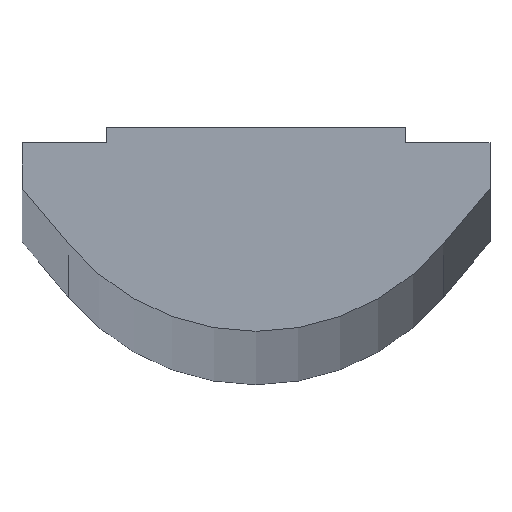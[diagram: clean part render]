
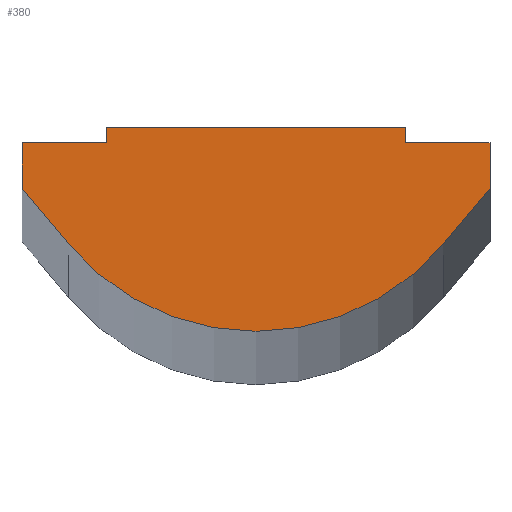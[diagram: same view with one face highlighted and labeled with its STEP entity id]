
A CAD part, top view. The second image highlights one B-rep face of the part: STEP entity #380.
In plain terms, the highlighted face is planar.
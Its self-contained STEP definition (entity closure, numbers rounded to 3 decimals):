
#26=CIRCLE('',#352,8.);
#69=ORIENTED_EDGE('',*,*,#193,.T.);
#70=ORIENTED_EDGE('',*,*,#166,.T.);
#71=ORIENTED_EDGE('',*,*,#170,.T.);
#72=ORIENTED_EDGE('',*,*,#173,.T.);
#73=ORIENTED_EDGE('',*,*,#176,.T.);
#74=ORIENTED_EDGE('',*,*,#179,.T.);
#75=ORIENTED_EDGE('',*,*,#182,.T.);
#76=ORIENTED_EDGE('',*,*,#185,.T.);
#77=ORIENTED_EDGE('',*,*,#188,.T.);
#78=ORIENTED_EDGE('',*,*,#191,.T.);
#90=VECTOR('',#222,1.);
#94=VECTOR('',#228,1.);
#97=VECTOR('',#233,1.);
#100=VECTOR('',#238,1.);
#103=VECTOR('',#243,1.);
#106=VECTOR('',#248,1.);
#109=VECTOR('',#253,1.);
#112=VECTOR('',#258,1.);
#115=VECTOR('',#269,1.);
#118=LINE('',#284,#90);
#122=LINE('',#292,#94);
#125=LINE('',#298,#97);
#128=LINE('',#304,#100);
#131=LINE('',#310,#103);
#134=LINE('',#316,#106);
#137=LINE('',#322,#109);
#140=LINE('',#328,#112);
#143=LINE('',#337,#115);
#146=VERTEX_POINT('',#281);
#147=VERTEX_POINT('',#283);
#150=VERTEX_POINT('',#290);
#152=VERTEX_POINT('',#296);
#154=VERTEX_POINT('',#302);
#156=VERTEX_POINT('',#308);
#158=VERTEX_POINT('',#314);
#160=VERTEX_POINT('',#320);
#162=VERTEX_POINT('',#326);
#164=VERTEX_POINT('',#332);
#166=EDGE_CURVE('',#147,#146,#118,.T.);
#170=EDGE_CURVE('',#146,#150,#122,.T.);
#173=EDGE_CURVE('',#150,#152,#125,.T.);
#176=EDGE_CURVE('',#152,#154,#128,.T.);
#179=EDGE_CURVE('',#154,#156,#131,.T.);
#182=EDGE_CURVE('',#156,#158,#134,.T.);
#185=EDGE_CURVE('',#158,#160,#137,.T.);
#188=EDGE_CURVE('',#160,#162,#140,.T.);
#191=EDGE_CURVE('',#162,#164,#26,.T.);
#193=EDGE_CURVE('',#164,#147,#143,.T.);
#205=EDGE_LOOP('',(#69,#70,#71,#72,#73,#74,#75,#76,#77,#78));
#217=FACE_BOUND('',#205,.T.);
#222=DIRECTION('',(0.,1.5,0.));
#228=DIRECTION('',(0.,0.,-2.75));
#233=DIRECTION('',(0.,0.5,0.));
#238=DIRECTION('',(0.,0.,-9.8));
#243=DIRECTION('',(0.,-0.5,0.));
#248=DIRECTION('',(0.,0.,-2.75));
#253=DIRECTION('',(0.,-1.5,0.));
#258=DIRECTION('',(0.,-1.813,1.522));
#263=DIRECTION('',(-1.,0.,0.));
#264=DIRECTION('',(0.,-5.142,-6.128));
#269=DIRECTION('',(0.,1.813,1.522));
#271=DIRECTION('',(-1.,0.,0.));
#272=DIRECTION('',(0.,1.,0.));
#281=CARTESIAN_POINT('',(0.,-6.,7.65));
#283=CARTESIAN_POINT('',(0.,-7.5,7.65));
#284=CARTESIAN_POINT('',(0.,-7.5,7.65));
#290=CARTESIAN_POINT('',(0.,-6.,4.9));
#292=CARTESIAN_POINT('',(0.,-6.,7.65));
#296=CARTESIAN_POINT('',(0.,-5.5,4.9));
#298=CARTESIAN_POINT('',(0.,-6.,4.9));
#302=CARTESIAN_POINT('',(0.,-5.5,-4.9));
#304=CARTESIAN_POINT('',(0.,-5.5,4.9));
#308=CARTESIAN_POINT('',(0.,-6.,-4.9));
#310=CARTESIAN_POINT('',(0.,-5.5,-4.9));
#314=CARTESIAN_POINT('',(0.,-6.,-7.65));
#316=CARTESIAN_POINT('',(0.,-6.,-4.9));
#320=CARTESIAN_POINT('',(0.,-7.5,-7.65));
#322=CARTESIAN_POINT('',(0.,-6.,-7.65));
#326=CARTESIAN_POINT('',(0.,-9.313,-6.128));
#328=CARTESIAN_POINT('',(0.,-7.5,-7.65));
#332=CARTESIAN_POINT('',(0.,-9.313,6.128));
#334=CARTESIAN_POINT('',(0.,-4.171,0.));
#337=CARTESIAN_POINT('',(0.,-9.313,6.128));
#339=CARTESIAN_POINT('',(0.,-9.313,6.128));
#352=AXIS2_PLACEMENT_3D('',#334,#263,#264);
#355=AXIS2_PLACEMENT_3D('',#339,#271,#272);
#368=PLANE('',#355);
#380=ADVANCED_FACE('',(#217),#368,.T.);
